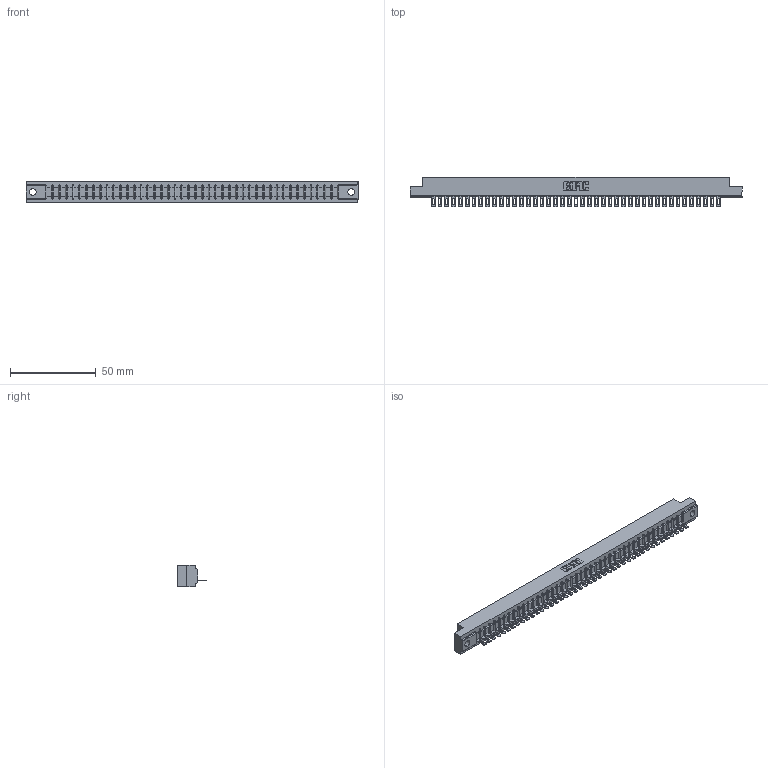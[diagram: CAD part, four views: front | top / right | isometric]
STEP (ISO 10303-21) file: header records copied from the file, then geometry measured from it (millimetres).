
FILE_DESCRIPTION (( 'STEP AP203' ), '1' );
FILE_NAME ('307-043-501-104.STEP', '2018-08-05T19:35:32', ( '' ), ( '' ), 'SwSTEP 2.0', 'SolidWorks 2016', '' );
FILE_SCHEMA (( 'CONFIG_CONTROL_DESIGN' ));
Length unit declared in the file: inch
Products named in the file (3): 307-043-501-104; 307 Part_.156 Dia Mounting Holes; 307-290-002_501
Assembly tree (44 placements, depth 2):
  307-043-501-104
    307 Part_.156 Dia Mounting Holes
    307-290-002_501  x43
Bounding box: 193.4 x 17.42 x 12.7 mm (x, y, z)
Volume: 20634.7 mm3; surface area: 26093.3 mm2
Topology: 44 solids, 44 shells, 3444 faces, 10593 edges, 6942 vertices
Faces by surface type: plane 1976, cylinder 1380, sphere 88
Entity records: 37952 total; most frequent: CARTESIAN_POINT 6406, ORIENTED_EDGE 6394, DIRECTION 6219, EDGE_CURVE 3197, LINE 2453, VECTOR 2453, VERTEX_POINT 2070, AXIS2_PLACEMENT_3D 1883
